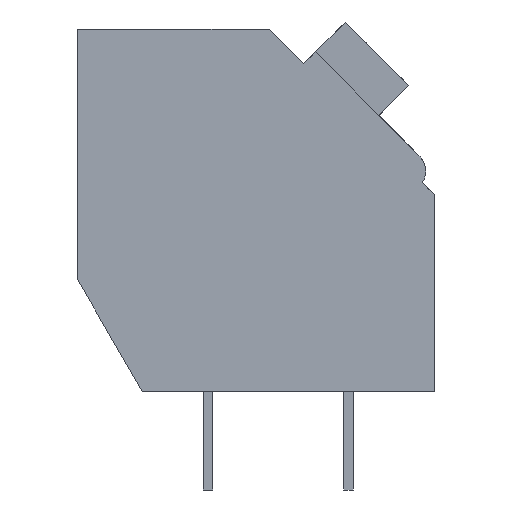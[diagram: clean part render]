
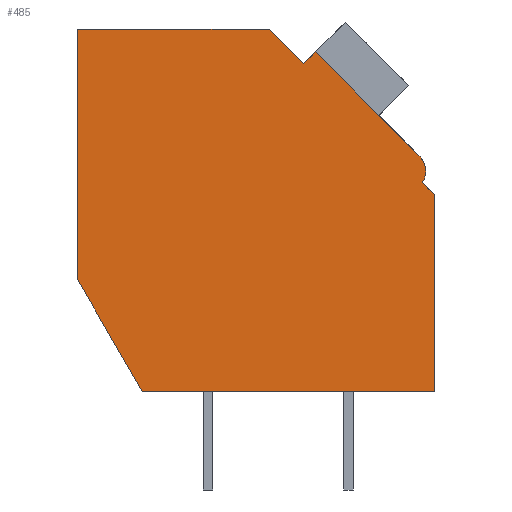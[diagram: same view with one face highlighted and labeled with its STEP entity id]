
A CAD part, left-side view. The second image highlights one B-rep face of the part: STEP entity #485.
In plain terms, the highlighted planar face has unit normal (-1, 0, 0).
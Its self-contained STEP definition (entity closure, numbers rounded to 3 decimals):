
#417=AXIS2_PLACEMENT_3D('Plane Axis2P3D',#414,#415,#416) ;
#428=AXIS2_PLACEMENT_3D('Circle Axis2P3D',#426,#427,$) ;
#49=CARTESIAN_POINT('Vertex',(0.,0.,3.5)) ;
#52=CARTESIAN_POINT('Line Origine',(0.,5.199,3.5)) ;
#56=CARTESIAN_POINT('Vertex',(0.,10.399,3.5)) ;
#135=CARTESIAN_POINT('Vertex',(0.,0.,10.518)) ;
#140=CARTESIAN_POINT('Line Origine',(0.,0.,7.009)) ;
#414=CARTESIAN_POINT('Axis2P3D Location',(0.,12.7,0.)) ;
#419=CARTESIAN_POINT('Line Origine',(0.,0.212,10.731)) ;
#423=CARTESIAN_POINT('Vertex',(0.,0.424,10.943)) ;
#426=CARTESIAN_POINT('Axis2P3D Location',(0.,1.113,11.349)) ;
#430=CARTESIAN_POINT('Vertex',(0.,0.548,11.915)) ;
#433=CARTESIAN_POINT('Line Origine',(0.,2.391,13.758)) ;
#437=CARTESIAN_POINT('Vertex',(0.,4.234,15.601)) ;
#440=CARTESIAN_POINT('Line Origine',(0.,4.446,15.389)) ;
#444=CARTESIAN_POINT('Vertex',(0.,4.659,15.177)) ;
#447=CARTESIAN_POINT('Line Origine',(0.,5.27,15.788)) ;
#451=CARTESIAN_POINT('Vertex',(0.,5.882,16.4)) ;
#454=CARTESIAN_POINT('Line Origine',(0.,9.291,16.4)) ;
#458=CARTESIAN_POINT('Vertex',(0.,12.7,16.4)) ;
#461=CARTESIAN_POINT('Line Origine',(0.,12.7,11.943)) ;
#465=CARTESIAN_POINT('Vertex',(0.,12.7,7.485)) ;
#468=CARTESIAN_POINT('Line Origine',(0.,11.55,5.493)) ;
#53=DIRECTION('Vector Direction',(0.,-1.,0.)) ;
#141=DIRECTION('Vector Direction',(0.,0.,1.)) ;
#415=DIRECTION('Axis2P3D Direction',(-1.,0.,0.)) ;
#416=DIRECTION('Axis2P3D XDirection',(0.,-1.,0.)) ;
#420=DIRECTION('Vector Direction',(0.,0.707,0.707)) ;
#427=DIRECTION('Axis2P3D Direction',(-1.,0.,0.)) ;
#434=DIRECTION('Vector Direction',(0.,-0.707,-0.707)) ;
#441=DIRECTION('Vector Direction',(0.,-0.707,0.707)) ;
#448=DIRECTION('Vector Direction',(0.,0.707,0.707)) ;
#455=DIRECTION('Vector Direction',(0.,-1.,0.)) ;
#462=DIRECTION('Vector Direction',(0.,0.,-1.)) ;
#469=DIRECTION('Vector Direction',(0.,-0.5,-0.866)) ;
#54=VECTOR('Line Direction',#53,1.) ;
#142=VECTOR('Line Direction',#141,1.) ;
#421=VECTOR('Line Direction',#420,1.) ;
#435=VECTOR('Line Direction',#434,1.) ;
#442=VECTOR('Line Direction',#441,1.) ;
#449=VECTOR('Line Direction',#448,1.) ;
#456=VECTOR('Line Direction',#455,1.) ;
#463=VECTOR('Line Direction',#462,1.) ;
#470=VECTOR('Line Direction',#469,1.) ;
#474=ORIENTED_EDGE('',*,*,#58,.T.) ;
#475=ORIENTED_EDGE('',*,*,#144,.T.) ;
#476=ORIENTED_EDGE('',*,*,#425,.T.) ;
#477=ORIENTED_EDGE('',*,*,#432,.T.) ;
#478=ORIENTED_EDGE('',*,*,#439,.T.) ;
#479=ORIENTED_EDGE('',*,*,#446,.T.) ;
#480=ORIENTED_EDGE('',*,*,#453,.T.) ;
#481=ORIENTED_EDGE('',*,*,#460,.T.) ;
#482=ORIENTED_EDGE('',*,*,#467,.T.) ;
#483=ORIENTED_EDGE('',*,*,#472,.T.) ;
#485=ADVANCED_FACE('HOUSING',(#484),#418,.T.) ;
#429=CIRCLE('generated circle',#428,0.8) ;
#58=EDGE_CURVE('',#57,#50,#55,.T.) ;
#144=EDGE_CURVE('',#50,#136,#143,.T.) ;
#425=EDGE_CURVE('',#136,#424,#422,.T.) ;
#432=EDGE_CURVE('',#424,#431,#429,.T.) ;
#439=EDGE_CURVE('',#431,#438,#436,.F.) ;
#446=EDGE_CURVE('',#438,#445,#443,.F.) ;
#453=EDGE_CURVE('',#445,#452,#450,.T.) ;
#460=EDGE_CURVE('',#452,#459,#457,.F.) ;
#467=EDGE_CURVE('',#459,#466,#464,.T.) ;
#472=EDGE_CURVE('',#466,#57,#471,.T.) ;
#473=EDGE_LOOP('',(#474,#475,#476,#477,#478,#479,#480,#481,#482,#483)) ;
#484=FACE_OUTER_BOUND('',#473,.T.) ;
#55=LINE('Line',#52,#54) ;
#143=LINE('Line',#140,#142) ;
#422=LINE('Line',#419,#421) ;
#436=LINE('Line',#433,#435) ;
#443=LINE('Line',#440,#442) ;
#450=LINE('Line',#447,#449) ;
#457=LINE('Line',#454,#456) ;
#464=LINE('Line',#461,#463) ;
#471=LINE('Line',#468,#470) ;
#418=PLANE('',#417) ;
#50=VERTEX_POINT('',#49) ;
#57=VERTEX_POINT('',#56) ;
#136=VERTEX_POINT('',#135) ;
#424=VERTEX_POINT('',#423) ;
#431=VERTEX_POINT('',#430) ;
#438=VERTEX_POINT('',#437) ;
#445=VERTEX_POINT('',#444) ;
#452=VERTEX_POINT('',#451) ;
#459=VERTEX_POINT('',#458) ;
#466=VERTEX_POINT('',#465) ;
